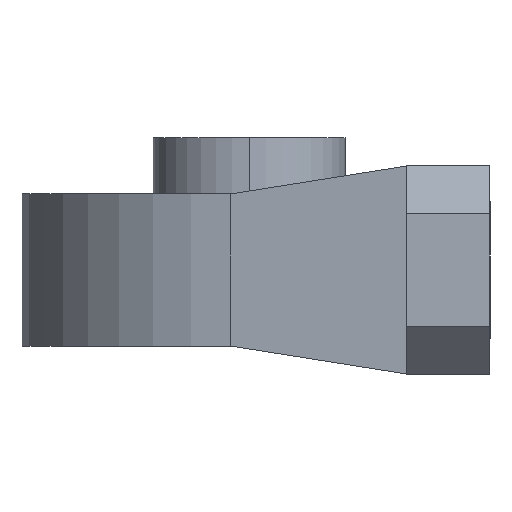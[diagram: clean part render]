
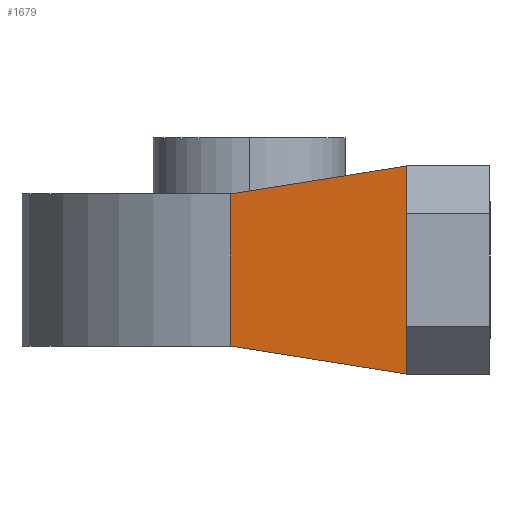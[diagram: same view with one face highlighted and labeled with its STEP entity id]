
A CAD part, left-side view. The second image highlights one B-rep face of the part: STEP entity #1679.
In plain terms, the highlighted planar face has unit normal (-0.997, 0.084, 0).
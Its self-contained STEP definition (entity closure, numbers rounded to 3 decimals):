
#5 = VERTEX_POINT ( 'NONE', #1403 ) ;
#64 = DIRECTION ( 'NONE',  ( 0., 0., -1. ) ) ;
#92 = LINE ( 'NONE', #1231, #121 ) ;
#121 = VECTOR ( 'NONE', #896, 1000. ) ;
#200 = VERTEX_POINT ( 'NONE', #1280 ) ;
#204 = LINE ( 'NONE', #655, #710 ) ;
#226 = PLANE ( 'NONE',  #386 ) ;
#349 = CARTESIAN_POINT ( 'NONE',  ( -15.125, 5.2, 6.5 ) ) ;
#368 = ORIENTED_EDGE ( 'NONE', *, *, #674, .T. ) ;
#386 = AXIS2_PLACEMENT_3D ( 'NONE', #1948, #1044, #1017 ) ;
#404 = VERTEX_POINT ( 'NONE', #1676 ) ;
#405 = EDGE_CURVE ( 'NONE', #200, #5, #92, .T. ) ;
#427 = ORIENTED_EDGE ( 'NONE', *, *, #1900, .T. ) ;
#487 = DIRECTION ( 'NONE',  ( -0.082, -0.984, -0.156 ) ) ;
#500 = EDGE_LOOP ( 'NONE', ( #1012, #368, #678, #427 ) ) ;
#519 = LINE ( 'NONE', #695, #1736 ) ;
#565 = FACE_OUTER_BOUND ( 'NONE', #500, .T. ) ;
#655 = CARTESIAN_POINT ( 'NONE',  ( -14.958, 7.197, -6.183 ) ) ;
#674 = EDGE_CURVE ( 'NONE', #404, #200, #519, .T. ) ;
#678 = ORIENTED_EDGE ( 'NONE', *, *, #405, .T. ) ;
#695 = CARTESIAN_POINT ( 'NONE',  ( -15.125, 5.2, 6.5 ) ) ;
#710 = VECTOR ( 'NONE', #487, 1000. ) ;
#896 = DIRECTION ( 'NONE',  ( 0., 0., -1. ) ) ;
#1012 = ORIENTED_EDGE ( 'NONE', *, *, #1949, .F. ) ;
#1017 = DIRECTION ( 'NONE',  ( 0.083, 0.997, 0. ) ) ;
#1044 = DIRECTION ( 'NONE',  ( 0.997, -0.083, 0. ) ) ;
#1078 = CARTESIAN_POINT ( 'NONE',  ( -15.125, 5.2, -6.5 ) ) ;
#1141 = DIRECTION ( 'NONE',  ( 0.082, 0.984, -0.156 ) ) ;
#1231 = CARTESIAN_POINT ( 'NONE',  ( -14.2, 16.239, 6.5 ) ) ;
#1280 = CARTESIAN_POINT ( 'NONE',  ( -14.2, 16.239, 4.75 ) ) ;
#1403 = CARTESIAN_POINT ( 'NONE',  ( -14.2, 16.239, -4.75 ) ) ;
#1491 = VECTOR ( 'NONE', #64, 1000. ) ;
#1499 = VERTEX_POINT ( 'NONE', #1078 ) ;
#1598 = LINE ( 'NONE', #349, #1491 ) ;
#1676 = CARTESIAN_POINT ( 'NONE',  ( -15.125, 5.2, 6.5 ) ) ;
#1679 = ADVANCED_FACE ( 'NONE', ( #565 ), #226, .F. ) ;
#1736 = VECTOR ( 'NONE', #1141, 1000. ) ;
#1900 = EDGE_CURVE ( 'NONE', #5, #1499, #204, .T. ) ;
#1948 = CARTESIAN_POINT ( 'NONE',  ( -15.125, 5.2, 6.5 ) ) ;
#1949 = EDGE_CURVE ( 'NONE', #404, #1499, #1598, .T. ) ;
